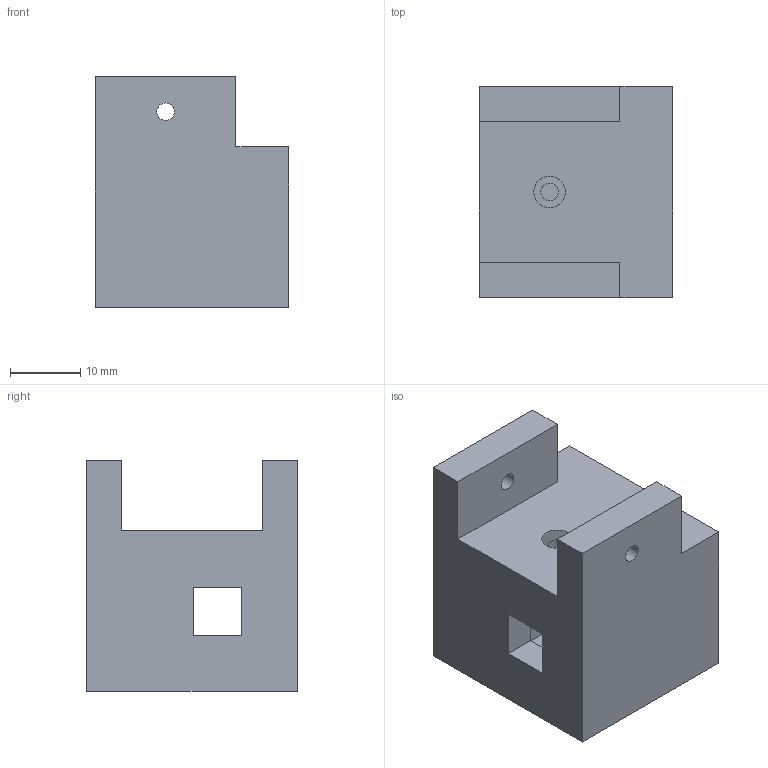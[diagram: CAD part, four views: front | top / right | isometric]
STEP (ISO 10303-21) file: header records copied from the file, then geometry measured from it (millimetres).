
FILE_DESCRIPTION(/* description */ (''),/* implementation_level */ '2;1');
FILE_NAME(/* name */ 'clamp.step',/* time_stamp */ '2025-02-25T23:06:57+01:00',/* author */ ('klawy'),/* organization */ (''),/* preprocessor_version */ 'ST-DEVELOPER v20',/* originating_system */ 'Autodesk Inventor 2025',/* authorisation */ '');
FILE_SCHEMA (('AUTOMOTIVE_DESIGN { 1 0 10303 214 3 1 1 }'));
Length unit declared in the file: millimetre
Products named in the file (1): clamp
Bounding box: 27.5 x 30 x 32.84 mm (x, y, z)
Volume: 16565.9 mm3; surface area: 6615.2 mm2
Topology: 1 solids, 1 shells, 33 faces, 85 edges, 56 vertices
Faces by surface type: plane 25, cylinder 5, cone 3
Full cylindrical faces by diameter (mm): 2.5 x3, 4.5 x2
Entity records: 1072 total; most frequent: CARTESIAN_POINT 175, ORIENTED_EDGE 170, DIRECTION 168, EDGE_CURVE 85, LINE 70, VECTOR 70, VERTEX_POINT 55, AXIS2_PLACEMENT_3D 49
